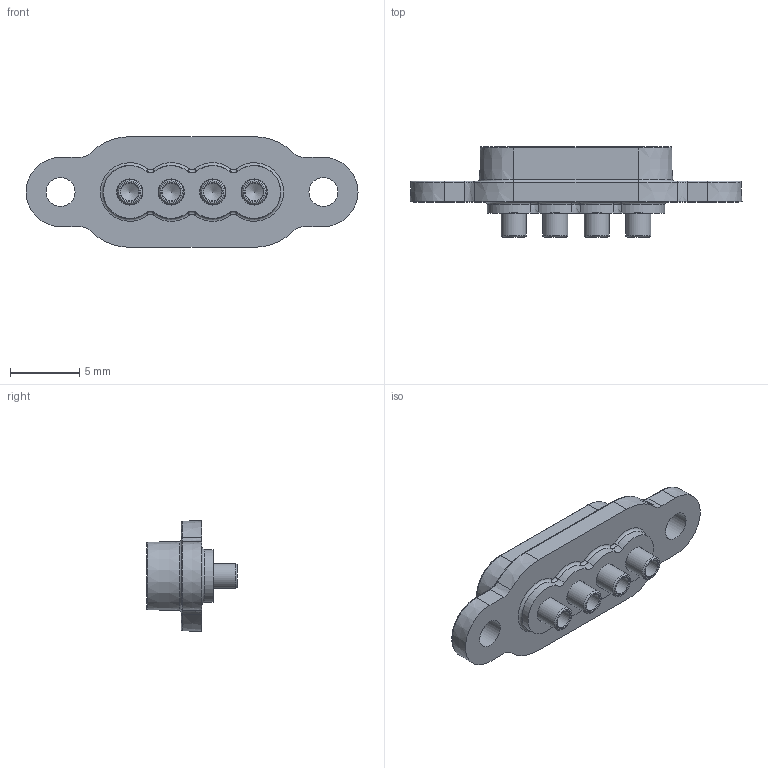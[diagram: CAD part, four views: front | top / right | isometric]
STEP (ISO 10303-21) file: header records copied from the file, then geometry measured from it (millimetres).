
FILE_DESCRIPTION (( 'STEP AP214' ), '1' );
FILE_NAME ('SWIFT DOCK MINI-4-L.STEP', '2014-01-17T14:57:08', ( '' ), ( '' ), 'SwSTEP 2.0', 'SolidWorks 2013', '' );
FILE_SCHEMA (( 'AUTOMOTIVE_DESIGN' ));
Length unit declared in the file: millimetre
Products named in the file (3): contact land_sd_mini; land body_4 hole_mini; SWIFT DOCK MINI-4-L
Assembly tree (5 placements, depth 2):
  SWIFT DOCK MINI-4-L
    land body_4 hole_mini
    contact land_sd_mini  x4
Bounding box: 24 x 6.56 x 8 mm (x, y, z)
Volume: 417.5 mm3; surface area: 793.4 mm2
Topology: 5 solids, 5 shells, 154 faces, 326 edges, 196 vertices
Faces by surface type: cone 50, cylinder 32, plane 32, bspline 20, torus 20
Full cylindrical faces by diameter (mm): 1.3 x4, 1.8 x8, 1.85 x4, 2.1 x2, 2.23 x4
Entity records: 3378 total; most frequent: CARTESIAN_POINT 984, DIRECTION 488, ORIENTED_EDGE 426, AXIS2_PLACEMENT_3D 225, EDGE_CURVE 213, EDGE_LOOP 164, VERTEX_POINT 145, FACE_OUTER_BOUND 126
